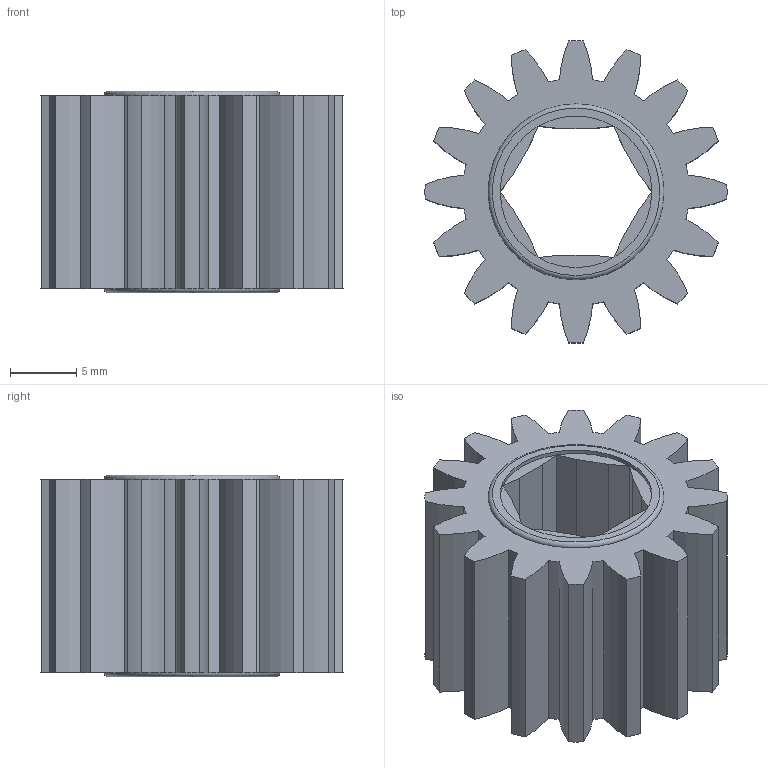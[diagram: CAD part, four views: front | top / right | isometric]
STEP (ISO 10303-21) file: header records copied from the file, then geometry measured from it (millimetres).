
FILE_DESCRIPTION(/* description */ (''),/* implementation_level */ '2;1');
FILE_NAME(/* name */ 'DBK_16T_Gear_am-0747.ipt.step',/* time_stamp */ '2014-01-07T10:54:55-08:00',/* author */ ('Autodesk Inc.'),/* organization */ ('Autodesk Inc.'),/* preprocessor_version */ 'ST-DEVELOPER v15.2',/* originating_system */ 'Autodesk Inventor 2014',/* authorisation */ '');
FILE_SCHEMA (('AUTOMOTIVE_DESIGN { 1 0 10303 214 3 1 1 }'));
Length unit declared in the file: inch
Products named in the file (1): DBK_16T_Gear_am-0747
Bounding box: 22.86 x 22.86 x 15.24 mm (x, y, z)
Volume: 3538.9 mm3; surface area: 2899.6 mm2
Topology: 1 solids, 1 shells, 102 faces, 268 edges, 170 vertices
Faces by surface type: cylinder 66, plane 34, torus 2
Full cylindrical faces by diameter (mm): 11.469 x2
Entity records: 3199 total; most frequent: DIRECTION 616, CARTESIAN_POINT 537, ORIENTED_EDGE 528, EDGE_CURVE 264, AXIS2_PLACEMENT_3D 249, VERTEX_POINT 170, CIRCLE 146, LINE 118
